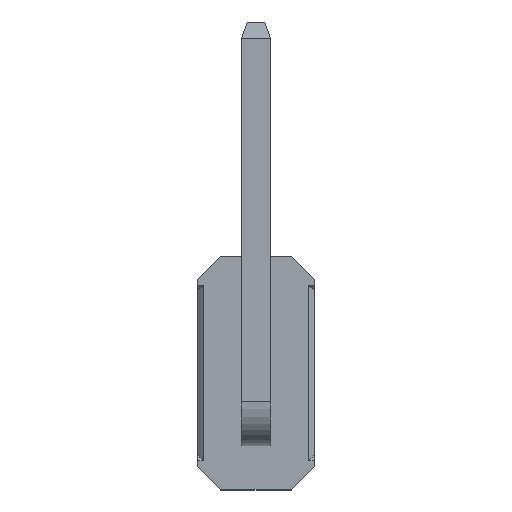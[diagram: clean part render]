
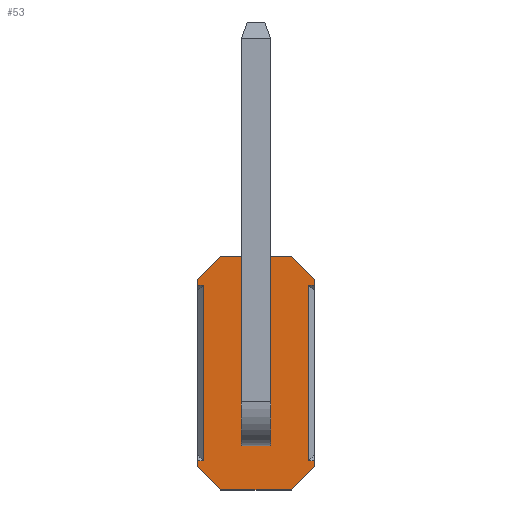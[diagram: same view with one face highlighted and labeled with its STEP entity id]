
A CAD part, top view. The second image highlights one B-rep face of the part: STEP entity #53.
In plain terms, the highlighted planar face has unit normal (0, 0, 1).
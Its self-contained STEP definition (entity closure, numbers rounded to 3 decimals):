
#53=ADVANCED_FACE('',(#629,#631,#633),#635,.T.);
#629=FACE_BOUND('',#630,.T.);
#630=EDGE_LOOP('',(#1085,#1086,#1087,#1088,#1089,#1090,#1091,#1092,#1093,#1094,#1095,
#1096,#1097,#1098,#1099,#1100));
#631=FACE_BOUND('',#632,.T.);
#632=EDGE_LOOP('',(#1101,#1102,#1103,#1104));
#633=FACE_BOUND('',#634,.T.);
#634=EDGE_LOOP('',(#1105,#1106,#1107,#1108));
#635=PLANE('',#636);
#636=AXIS2_PLACEMENT_3D('',#637,#638,#639);
#637=CARTESIAN_POINT('',(0.,0.,2.));
#638=DIRECTION('',(0.,0.,1.));
#639=DIRECTION('',(1.,0.,0.));
#1085=ORIENTED_EDGE('',*,*,#1401,.T.);
#1086=ORIENTED_EDGE('',*,*,#1402,.T.);
#1087=ORIENTED_EDGE('',*,*,#1403,.T.);
#1088=ORIENTED_EDGE('',*,*,#1404,.T.);
#1089=ORIENTED_EDGE('',*,*,#1405,.T.);
#1090=ORIENTED_EDGE('',*,*,#1406,.T.);
#1091=ORIENTED_EDGE('',*,*,#1407,.T.);
#1092=ORIENTED_EDGE('',*,*,#1408,.T.);
#1093=ORIENTED_EDGE('',*,*,#1409,.T.);
#1094=ORIENTED_EDGE('',*,*,#1410,.T.);
#1095=ORIENTED_EDGE('',*,*,#1411,.T.);
#1096=ORIENTED_EDGE('',*,*,#1412,.T.);
#1097=ORIENTED_EDGE('',*,*,#1413,.T.);
#1098=ORIENTED_EDGE('',*,*,#1414,.T.);
#1099=ORIENTED_EDGE('',*,*,#1415,.T.);
#1100=ORIENTED_EDGE('',*,*,#1416,.T.);
#1101=ORIENTED_EDGE('',*,*,#1417,.F.);
#1102=ORIENTED_EDGE('',*,*,#1418,.F.);
#1103=ORIENTED_EDGE('',*,*,#1419,.F.);
#1104=ORIENTED_EDGE('',*,*,#1420,.F.);
#1105=ORIENTED_EDGE('',*,*,#1421,.F.);
#1106=ORIENTED_EDGE('',*,*,#1422,.F.);
#1107=ORIENTED_EDGE('',*,*,#1423,.F.);
#1108=ORIENTED_EDGE('',*,*,#1424,.F.);
#1401=EDGE_CURVE('',#1559,#1560,#1561,.F.);
#1402=EDGE_CURVE('',#1560,#1562,#1563,.F.);
#1403=EDGE_CURVE('',#1562,#1564,#1565,.F.);
#1404=EDGE_CURVE('',#1564,#1566,#1567,.T.);
#1405=EDGE_CURVE('',#1566,#1568,#1569,.T.);
#1406=EDGE_CURVE('',#1568,#1570,#1571,.T.);
#1407=EDGE_CURVE('',#1570,#1572,#1573,.T.);
#1408=EDGE_CURVE('',#1572,#1574,#1575,.T.);
#1409=EDGE_CURVE('',#1574,#1576,#1577,.F.);
#1410=EDGE_CURVE('',#1576,#1578,#1579,.F.);
#1411=EDGE_CURVE('',#1578,#1580,#1581,.F.);
#1412=EDGE_CURVE('',#1580,#1582,#1583,.T.);
#1413=EDGE_CURVE('',#1582,#1584,#1585,.T.);
#1414=EDGE_CURVE('',#1584,#1586,#1587,.T.);
#1415=EDGE_CURVE('',#1586,#1588,#1589,.T.);
#1416=EDGE_CURVE('',#1588,#1559,#1590,.T.);
#1417=EDGE_CURVE('',#1591,#1592,#1593,.T.);
#1418=EDGE_CURVE('',#1594,#1591,#1595,.T.);
#1419=EDGE_CURVE('',#1596,#1594,#1597,.T.);
#1420=EDGE_CURVE('',#1592,#1596,#1598,.T.);
#1421=EDGE_CURVE('',#1599,#1600,#1601,.T.);
#1422=EDGE_CURVE('',#1602,#1599,#1603,.T.);
#1423=EDGE_CURVE('',#1604,#1602,#1605,.T.);
#1424=EDGE_CURVE('',#1600,#1604,#1606,.T.);
#1559=VERTEX_POINT('',#1817);
#1560=VERTEX_POINT('',#1818);
#1561=LINE('',#1819,#1820);
#1562=VERTEX_POINT('',#1822);
#1563=LINE('',#1823,#1824);
#1564=VERTEX_POINT('',#1826);
#1565=LINE('',#1827,#1828);
#1566=VERTEX_POINT('',#1830);
#1567=LINE('',#1831,#1832);
#1568=VERTEX_POINT('',#1834);
#1569=LINE('',#1835,#1836);
#1570=VERTEX_POINT('',#1838);
#1571=LINE('',#1839,#1840);
#1572=VERTEX_POINT('',#1842);
#1573=LINE('',#1843,#1844);
#1574=VERTEX_POINT('',#1846);
#1575=LINE('',#1847,#1848);
#1576=VERTEX_POINT('',#1850);
#1577=LINE('',#1851,#1852);
#1578=VERTEX_POINT('',#1854);
#1579=LINE('',#1855,#1856);
#1580=VERTEX_POINT('',#1858);
#1581=LINE('',#1859,#1860);
#1582=VERTEX_POINT('',#1862);
#1583=LINE('',#1863,#1864);
#1584=VERTEX_POINT('',#1866);
#1585=LINE('',#1867,#1868);
#1586=VERTEX_POINT('',#1870);
#1587=LINE('',#1871,#1872);
#1588=VERTEX_POINT('',#1874);
#1589=LINE('',#1875,#1876);
#1590=LINE('',#1878,#1879);
#1591=VERTEX_POINT('',#1881);
#1592=VERTEX_POINT('',#1882);
#1593=LINE('',#1883,#1884);
#1594=VERTEX_POINT('',#1886);
#1595=LINE('',#1887,#1888);
#1596=VERTEX_POINT('',#1890);
#1597=LINE('',#1891,#1892);
#1598=LINE('',#1894,#1895);
#1599=VERTEX_POINT('',#1897);
#1600=VERTEX_POINT('',#1898);
#1601=LINE('',#1899,#1900);
#1602=VERTEX_POINT('',#1902);
#1603=LINE('',#1903,#1904);
#1604=VERTEX_POINT('',#1906);
#1605=LINE('',#1907,#1908);
#1606=LINE('',#1910,#1911);
#1817=CARTESIAN_POINT('',(-1.,0.5,2.));
#1818=CARTESIAN_POINT('',(-0.9,0.5,2.));
#1819=CARTESIAN_POINT('',(-0.9,0.5,2.));
#1820=VECTOR('',#1821,1.);
#1821=DIRECTION('',(-1.,0.,0.));
#1822=CARTESIAN_POINT('',(-0.9,-2.5,2.));
#1823=CARTESIAN_POINT('',(-0.9,-2.5,2.));
#1824=VECTOR('',#1825,1.);
#1825=DIRECTION('',(0.,1.,0.));
#1826=CARTESIAN_POINT('',(-1.,-2.5,2.));
#1827=CARTESIAN_POINT('',(-1.,-2.5,2.));
#1828=VECTOR('',#1829,1.);
#1829=DIRECTION('',(1.,0.,0.));
#1830=CARTESIAN_POINT('',(-1.,-2.6,2.));
#1831=CARTESIAN_POINT('',(-1.,-2.5,2.));
#1832=VECTOR('',#1833,1.);
#1833=DIRECTION('',(0.,-1.,0.));
#1834=CARTESIAN_POINT('',(-0.6,-3.,2.));
#1835=CARTESIAN_POINT('',(-1.,-2.6,2.));
#1836=VECTOR('',#1837,1.);
#1837=DIRECTION('',(0.707,-0.707,0.));
#1838=CARTESIAN_POINT('',(0.6,-3.,2.));
#1839=CARTESIAN_POINT('',(-0.6,-3.,2.));
#1840=VECTOR('',#1841,1.);
#1841=DIRECTION('',(1.,0.,0.));
#1842=CARTESIAN_POINT('',(1.,-2.6,2.));
#1843=CARTESIAN_POINT('',(0.6,-3.,2.));
#1844=VECTOR('',#1845,1.);
#1845=DIRECTION('',(0.707,0.707,0.));
#1846=CARTESIAN_POINT('',(1.,-2.5,2.));
#1847=CARTESIAN_POINT('',(1.,-2.6,2.));
#1848=VECTOR('',#1849,1.);
#1849=DIRECTION('',(0.,1.,0.));
#1850=CARTESIAN_POINT('',(0.9,-2.5,2.));
#1851=CARTESIAN_POINT('',(0.9,-2.5,2.));
#1852=VECTOR('',#1853,1.);
#1853=DIRECTION('',(1.,0.,0.));
#1854=CARTESIAN_POINT('',(0.9,0.5,2.));
#1855=CARTESIAN_POINT('',(0.9,0.5,2.));
#1856=VECTOR('',#1857,1.);
#1857=DIRECTION('',(0.,-1.,0.));
#1858=CARTESIAN_POINT('',(1.,0.5,2.));
#1859=CARTESIAN_POINT('',(1.,0.5,2.));
#1860=VECTOR('',#1861,1.);
#1861=DIRECTION('',(-1.,0.,0.));
#1862=CARTESIAN_POINT('',(1.,0.6,2.));
#1863=CARTESIAN_POINT('',(1.,0.5,2.));
#1864=VECTOR('',#1865,1.);
#1865=DIRECTION('',(0.,1.,0.));
#1866=CARTESIAN_POINT('',(0.6,1.,2.));
#1867=CARTESIAN_POINT('',(1.,0.6,2.));
#1868=VECTOR('',#1869,1.);
#1869=DIRECTION('',(-0.707,0.707,0.));
#1870=CARTESIAN_POINT('',(-0.6,1.,2.));
#1871=CARTESIAN_POINT('',(0.6,1.,2.));
#1872=VECTOR('',#1873,1.);
#1873=DIRECTION('',(-1.,0.,0.));
#1874=CARTESIAN_POINT('',(-1.,0.6,2.));
#1875=CARTESIAN_POINT('',(-0.6,1.,2.));
#1876=VECTOR('',#1877,1.);
#1877=DIRECTION('',(-0.707,-0.707,0.));
#1878=CARTESIAN_POINT('',(-1.,0.6,2.));
#1879=VECTOR('',#1880,1.);
#1880=DIRECTION('',(0.,-1.,0.));
#1881=CARTESIAN_POINT('',(0.25,-2.25,2.));
#1882=CARTESIAN_POINT('',(0.25,-1.75,2.));
#1883=CARTESIAN_POINT('',(0.25,-2.25,2.));
#1884=VECTOR('',#1885,1.);
#1885=DIRECTION('',(0.,1.,0.));
#1886=CARTESIAN_POINT('',(-0.25,-2.25,2.));
#1887=CARTESIAN_POINT('',(-0.25,-2.25,2.));
#1888=VECTOR('',#1889,1.);
#1889=DIRECTION('',(1.,0.,0.));
#1890=CARTESIAN_POINT('',(-0.25,-1.75,2.));
#1891=CARTESIAN_POINT('',(-0.25,-1.75,2.));
#1892=VECTOR('',#1893,1.);
#1893=DIRECTION('',(0.,-1.,0.));
#1894=CARTESIAN_POINT('',(0.25,-1.75,2.));
#1895=VECTOR('',#1896,1.);
#1896=DIRECTION('',(-1.,0.,0.));
#1897=CARTESIAN_POINT('',(0.25,0.25,2.));
#1898=CARTESIAN_POINT('',(-0.25,0.25,2.));
#1899=CARTESIAN_POINT('',(0.25,0.25,2.));
#1900=VECTOR('',#1901,1.);
#1901=DIRECTION('',(-1.,0.,0.));
#1902=CARTESIAN_POINT('',(0.25,-0.25,2.));
#1903=CARTESIAN_POINT('',(0.25,-0.25,2.));
#1904=VECTOR('',#1905,1.);
#1905=DIRECTION('',(0.,1.,0.));
#1906=CARTESIAN_POINT('',(-0.25,-0.25,2.));
#1907=CARTESIAN_POINT('',(-0.25,-0.25,2.));
#1908=VECTOR('',#1909,1.);
#1909=DIRECTION('',(1.,0.,0.));
#1910=CARTESIAN_POINT('',(-0.25,0.25,2.));
#1911=VECTOR('',#1912,1.);
#1912=DIRECTION('',(0.,-1.,0.));
